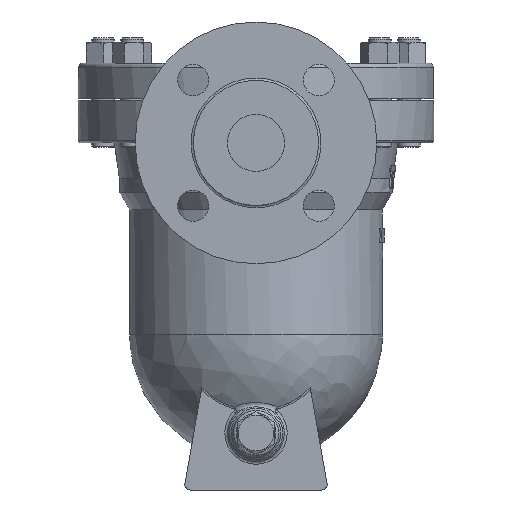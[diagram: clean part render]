
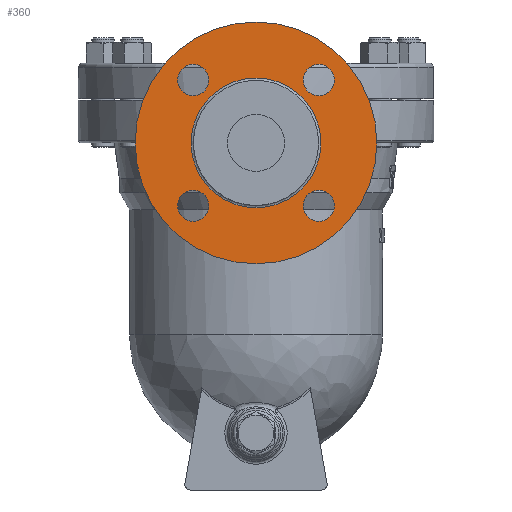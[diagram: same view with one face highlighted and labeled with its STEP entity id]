
A CAD part, left-side view. The second image highlights one B-rep face of the part: STEP entity #360.
In plain terms, the highlighted planar face has unit normal (-1, 0, 0).
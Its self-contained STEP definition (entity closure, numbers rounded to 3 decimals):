
#165=CARTESIAN_POINT('',(-201.0,0.0,55.));
#166=VERTEX_POINT('',#165);
#167=CARTESIAN_POINT('',(-201.0,0.0,-30.));
#168=DIRECTION('',(-1.0,0.0,0.0));
#169=DIRECTION('',(0.0,0.0,1.0));
#170=AXIS2_PLACEMENT_3D('',#167,#168,#169);
#171=CIRCLE('',#170,85.);
#172=EDGE_CURVE('',#166,#166,#171,.T.);
#262=CARTESIAN_POINT('',(-201.,0.0,15.6));
#263=VERTEX_POINT('',#262);
#264=CARTESIAN_POINT('',(-201.,0.0,-30.));
#265=DIRECTION('',(-1.0,0.0,0.0));
#266=DIRECTION('',(0.0,0.0,-1.0));
#267=AXIS2_PLACEMENT_3D('',#264,#265,#266);
#268=CIRCLE('',#267,45.6);
#269=EDGE_CURVE('',#263,#263,#268,.T.);
#305=CARTESIAN_POINT('',(-201.,0.0,34.5));
#306=DIRECTION('',(1.0,0.0,0.0));
#307=DIRECTION('',(0.0,0.0,-1.0));
#308=AXIS2_PLACEMENT_3D('',#305,#306,#307);
#309=PLANE('',#308);
#310=ORIENTED_EDGE('',*,*,#172,.T.);
#311=EDGE_LOOP('',(#310));
#312=FACE_OUTER_BOUND('',#311,.T.);
#313=CARTESIAN_POINT('',(-201.,44.194,3.194));
#314=VERTEX_POINT('',#313);
#315=CARTESIAN_POINT('',(-201.,44.194,14.194));
#316=DIRECTION('',(1.0,0.0,0.0));
#317=DIRECTION('',(0.0,0.0,-1.0));
#318=AXIS2_PLACEMENT_3D('',#315,#316,#317);
#319=CIRCLE('',#318,11.0);
#320=EDGE_CURVE('',#314,#314,#319,.T.);
#321=ORIENTED_EDGE('',*,*,#320,.T.);
#322=EDGE_LOOP('',(#321));
#323=FACE_BOUND('',#322,.T.);
#324=CARTESIAN_POINT('',(-201.,33.194,-74.194));
#325=VERTEX_POINT('',#324);
#326=CARTESIAN_POINT('',(-201.,44.194,-74.194));
#327=DIRECTION('',(1.0,0.0,0.0));
#328=DIRECTION('',(0.0,-1.0,0.0));
#329=AXIS2_PLACEMENT_3D('',#326,#327,#328);
#330=CIRCLE('',#329,11.0);
#331=EDGE_CURVE('',#325,#325,#330,.T.);
#332=ORIENTED_EDGE('',*,*,#331,.T.);
#333=EDGE_LOOP('',(#332));
#334=FACE_BOUND('',#333,.T.);
#335=CARTESIAN_POINT('',(-201.,-44.194,-63.194));
#336=VERTEX_POINT('',#335);
#337=CARTESIAN_POINT('',(-201.,-44.194,-74.194));
#338=DIRECTION('',(1.0,0.0,0.0));
#339=DIRECTION('',(0.0,0.0,1.0));
#340=AXIS2_PLACEMENT_3D('',#337,#338,#339);
#341=CIRCLE('',#340,11.0);
#342=EDGE_CURVE('',#336,#336,#341,.T.);
#343=ORIENTED_EDGE('',*,*,#342,.T.);
#344=EDGE_LOOP('',(#343));
#345=FACE_BOUND('',#344,.T.);
#346=CARTESIAN_POINT('',(-201.,-33.194,14.194));
#347=VERTEX_POINT('',#346);
#348=CARTESIAN_POINT('',(-201.,-44.194,14.194));
#349=DIRECTION('',(1.0,0.0,0.0));
#350=DIRECTION('',(0.0,1.0,0.0));
#351=AXIS2_PLACEMENT_3D('',#348,#349,#350);
#352=CIRCLE('',#351,11.0);
#353=EDGE_CURVE('',#347,#347,#352,.T.);
#354=ORIENTED_EDGE('',*,*,#353,.T.);
#355=EDGE_LOOP('',(#354));
#356=FACE_BOUND('',#355,.T.);
#357=ORIENTED_EDGE('',*,*,#269,.F.);
#358=EDGE_LOOP('',(#357));
#359=FACE_BOUND('',#358,.T.);
#360=ADVANCED_FACE('',(#312,#323,#334,#345,#356,#359),#309,.F.);
